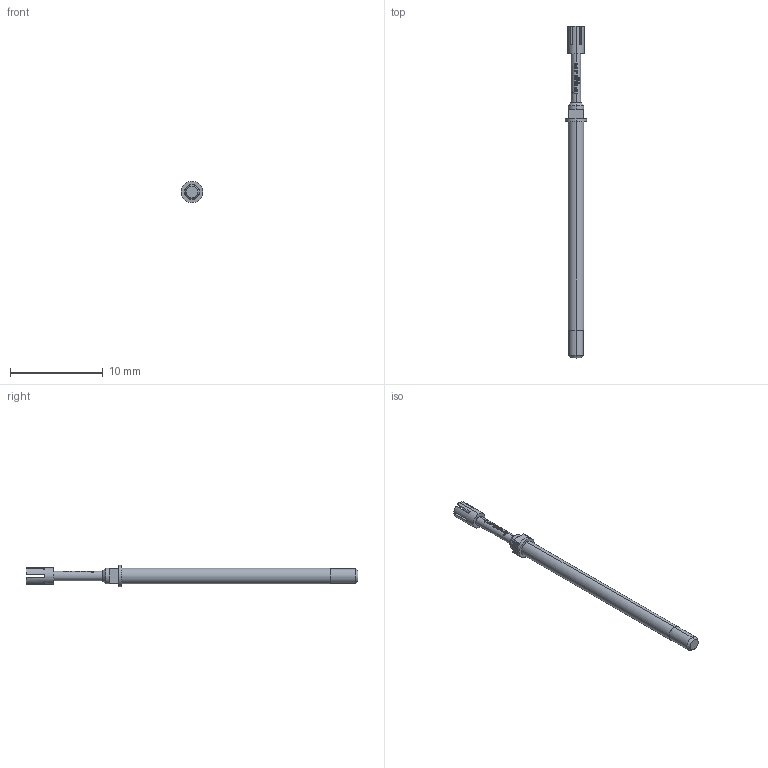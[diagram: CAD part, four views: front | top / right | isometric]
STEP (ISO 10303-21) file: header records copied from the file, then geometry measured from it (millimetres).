
FILE_DESCRIPTION (( 'STEP AP203' ), '1' );
FILE_NAME ('INGUN_GKS-112_319_180_X_xx02_M_0.STEP', '2016-06-28T13:25:26', ( '' ), ( '' ), 'SwSTEP 2.0', 'SolidWorks 2014', '' );
FILE_SCHEMA (( 'CONFIG_CONTROL_DESIGN' ));
Length unit declared in the file: millimetre
Products named in the file (2): INGUN_GKS-112_319_180_X_xx02_M_0
Bounding box: 2.3 x 35.8 x 2.3 mm (x, y, z)
Volume: 68.7 mm3; surface area: 200.3 mm2
Topology: 1 solids, 1 shells, 133 faces, 365 edges, 238 vertices
Faces by surface type: plane 69, bspline 22, cylinder 22, cone 20
Entity records: 4692 total; most frequent: CARTESIAN_POINT 1334, ORIENTED_EDGE 730, DIRECTION 597, EDGE_CURVE 365, VERTEX_POINT 238, AXIS2_PLACEMENT_3D 229, LINE 139, VECTOR 139
